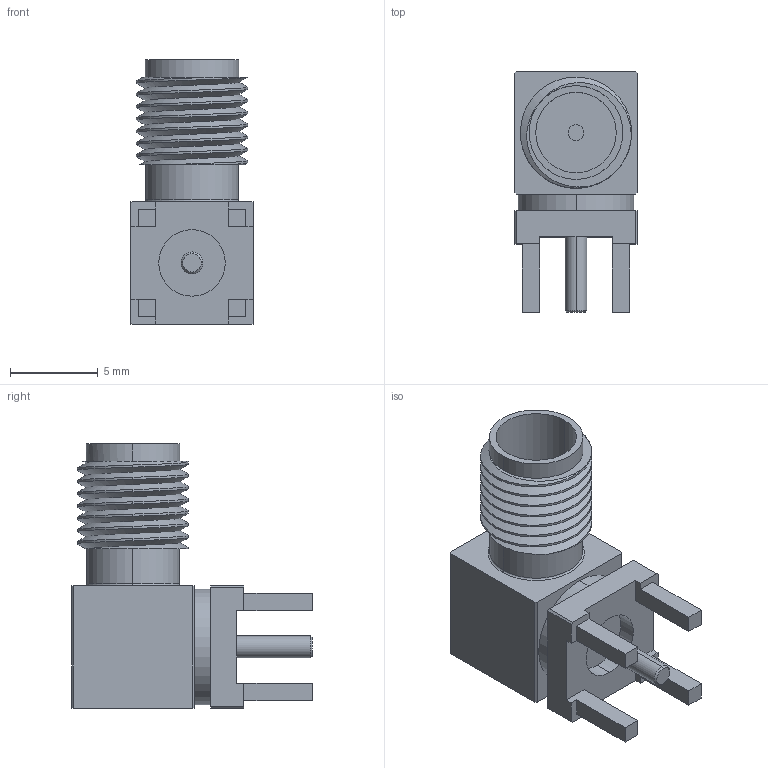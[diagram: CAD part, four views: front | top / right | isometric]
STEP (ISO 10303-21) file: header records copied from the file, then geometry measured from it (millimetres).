
FILE_DESCRIPTION (( 'STEP AP214' ), '1' );
FILE_NAME ('PCB.SMAFRA.HT UPDATED2.STEP', '2023-07-21T11:06:38', ( '' ), ( '' ), 'SwSTEP 2.0', 'SolidWorks 2018', '' );
FILE_SCHEMA (( 'AUTOMOTIVE_DESIGN' ));
Length unit declared in the file: inch
Products named in the file (1): PCB.SMAFRA.HT UPDATED2
Bounding box: 7 x 13.75 x 15.1 mm (x, y, z)
Volume: 589.8 mm3; surface area: 859.4 mm2
Topology: 2 solids, 2 shells, 88 faces, 225 edges, 148 vertices
Faces by surface type: plane 53, cylinder 29, torus 2, bspline 2, cone 2
Entity records: 5043 total; most frequent: CARTESIAN_POINT 1781, ORIENTED_EDGE 450, DIRECTION 401, EDGE_CURVE 225, LINE 153, VECTOR 153, VERTEX_POINT 148, AXIS2_PLACEMENT_3D 124
